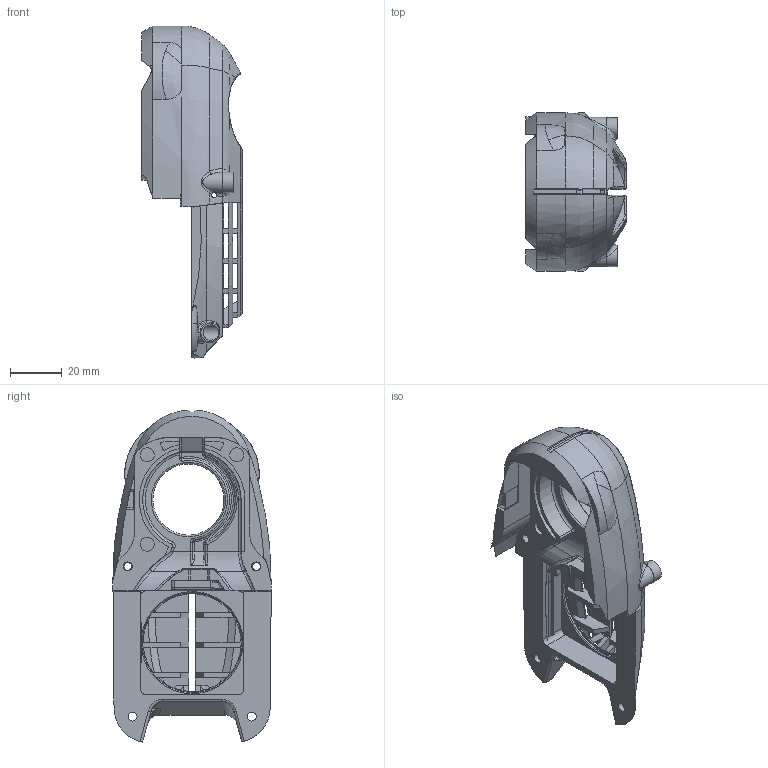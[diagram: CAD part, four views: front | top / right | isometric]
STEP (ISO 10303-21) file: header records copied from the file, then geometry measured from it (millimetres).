
FILE_DESCRIPTION(/* description */ (''),/* implementation_level */ '2;1');
FILE_NAME(/* name */ 'MORON Afterburner.step',/* time_stamp */ '2020-03-18T20:23:25-04:00',/* author */ (''),/* organization */ (''),/* preprocessor_version */ 'ST-DEVELOPER v18',/* originating_system */ 'Autodesk Translation Framework v8.12.0.6',/* authorisation */ '');
FILE_SCHEMA (('AUTOMOTIVE_DESIGN { 1 0 10303 214 3 1 1 }'));
Length unit declared in the file: millimetre
Products named in the file (4): MORON Afterburner Export; Fan Grille; Blower Housing; Hot End Shroud
Assembly tree (3 placements, depth 2):
  MORON Afterburner Export
    Fan Grille
    Blower Housing
    Hot End Shroud
Bounding box: 39 x 61.47 x 128.79 mm (x, y, z)
Volume: 62854.6 mm3; surface area: 35786.6 mm2
Topology: 3 solids, 5 shells, 576 faces, 1656 edges, 1052 vertices
Faces by surface type: plane 209, cylinder 170, bspline 119, cone 38, torus 29, sphere 11
Full cylindrical faces by diameter (mm): 2 x2, 3 x2, 3.5 x4, 5.4 x3, 6 x4, 38.8 x1
Entity records: 29811 total; most frequent: CARTESIAN_POINT 15299, ORIENTED_EDGE 3312, DIRECTION 2698, EDGE_CURVE 1656, VERTEX_POINT 1052, AXIS2_PLACEMENT_3D 990, LINE 718, VECTOR 718
